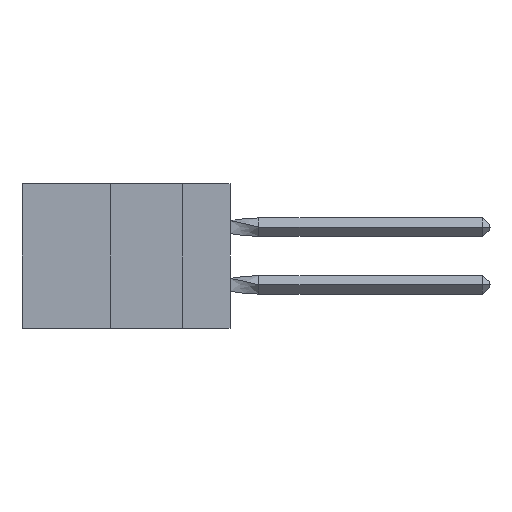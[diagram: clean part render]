
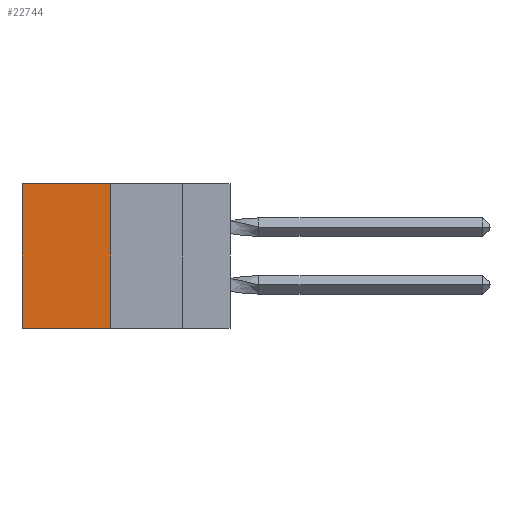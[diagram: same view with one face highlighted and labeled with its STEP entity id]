
A CAD part, left-side view. The second image highlights one B-rep face of the part: STEP entity #22744.
In plain terms, the highlighted planar face has unit normal (-1, 0, 0).
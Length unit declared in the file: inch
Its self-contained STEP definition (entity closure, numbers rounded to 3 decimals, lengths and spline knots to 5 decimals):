
#1309 = DIRECTION ( 'NONE',  ( 0., 0., -1. ) ) ;
#1884 = LINE ( 'NONE', #30151, #24691 ) ;
#2277 = CARTESIAN_POINT ( 'NONE',  ( 0.305, 0.72, 0. ) ) ;
#2505 = EDGE_CURVE ( 'NONE', #22468, #11456, #1884, .T. ) ;
#2721 = VECTOR ( 'NONE', #26539, 39.37008 ) ;
#3126 = ORIENTED_EDGE ( 'NONE', *, *, #32754, .T. ) ;
#3287 = DIRECTION ( 'NONE',  ( 0., 0., -1. ) ) ;
#3901 = EDGE_CURVE ( 'NONE', #16427, #32449, #31130, .T. ) ;
#5749 = CARTESIAN_POINT ( 'NONE',  ( 0.305, 0.72, -0.5 ) ) ;
#6221 = ORIENTED_EDGE ( 'NONE', *, *, #2505, .F. ) ;
#6663 = LINE ( 'NONE', #13375, #13890 ) ;
#8335 = LINE ( 'NONE', #5749, #2721 ) ;
#10385 = FACE_OUTER_BOUND ( 'NONE', #10845, .T. ) ;
#10845 = EDGE_LOOP ( 'NONE', ( #3126, #6221, #14440, #15434 ) ) ;
#11456 = VERTEX_POINT ( 'NONE', #29971 ) ;
#11902 = PLANE ( 'NONE',  #21842 ) ;
#12905 = EDGE_CURVE ( 'NONE', #16427, #22468, #6663, .T. ) ;
#13375 = CARTESIAN_POINT ( 'NONE',  ( 0.305, 0.413, -0.5 ) ) ;
#13890 = VECTOR ( 'NONE', #3287, 39.37008 ) ;
#14440 = ORIENTED_EDGE ( 'NONE', *, *, #12905, .F. ) ;
#14771 = DIRECTION ( 'NONE',  ( 0., 1., 0. ) ) ;
#15434 = ORIENTED_EDGE ( 'NONE', *, *, #3901, .T. ) ;
#16427 = VERTEX_POINT ( 'NONE', #20377 ) ;
#20377 = CARTESIAN_POINT ( 'NONE',  ( 0.305, 0.413, 0. ) ) ;
#21842 = AXIS2_PLACEMENT_3D ( 'NONE', #29285, #31362, #1309 ) ;
#22231 = VECTOR ( 'NONE', #28040, 39.37008 ) ;
#22468 = VERTEX_POINT ( 'NONE', #31137 ) ;
#22744 = ADVANCED_FACE ( 'NONE', ( #10385 ), #11902, .F. ) ;
#24691 = VECTOR ( 'NONE', #14771, 39.37008 ) ;
#25395 = CARTESIAN_POINT ( 'NONE',  ( 0.305, 0.413, 0. ) ) ;
#26539 = DIRECTION ( 'NONE',  ( 0., 0., -1. ) ) ;
#28040 = DIRECTION ( 'NONE',  ( 0., 1., 0. ) ) ;
#29285 = CARTESIAN_POINT ( 'NONE',  ( 0.305, 0.413, -0.5 ) ) ;
#29971 = CARTESIAN_POINT ( 'NONE',  ( 0.305, 0.72, -0.5 ) ) ;
#30151 = CARTESIAN_POINT ( 'NONE',  ( 0.305, 0.413, -0.5 ) ) ;
#31130 = LINE ( 'NONE', #25395, #22231 ) ;
#31137 = CARTESIAN_POINT ( 'NONE',  ( 0.305, 0.413, -0.5 ) ) ;
#31362 = DIRECTION ( 'NONE',  ( 1., 0., 0. ) ) ;
#32449 = VERTEX_POINT ( 'NONE', #2277 ) ;
#32754 = EDGE_CURVE ( 'NONE', #32449, #11456, #8335, .T. ) ;
